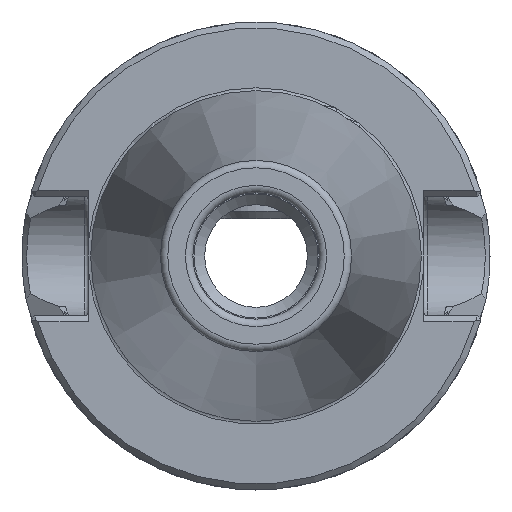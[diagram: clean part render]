
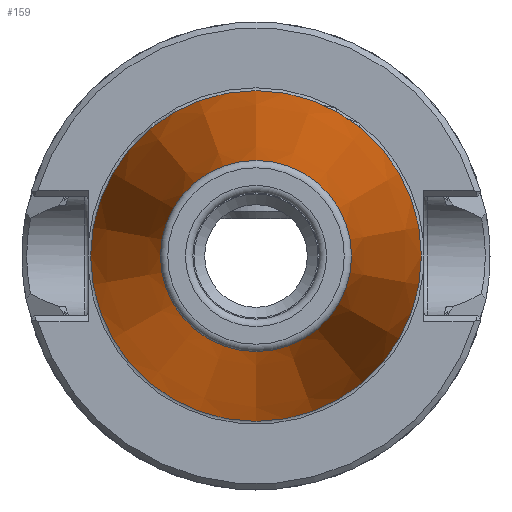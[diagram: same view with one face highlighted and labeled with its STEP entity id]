
A CAD part, left-side view. The second image highlights one B-rep face of the part: STEP entity #159.
In plain terms, the highlighted conical face has half-angle 8.297 degrees and reference radius 12.871 mm.
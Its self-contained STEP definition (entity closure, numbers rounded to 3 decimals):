
#159 = ADVANCED_FACE( '', ( #409, #410 ), #411, .T. );
#409 = FACE_OUTER_BOUND( '', #768, .T. );
#410 = FACE_BOUND( '', #769, .T. );
#411 = CONICAL_SURFACE( '', #770, 12.871, 0.145 );
#768 = EDGE_LOOP( '', ( #1195 ) );
#769 = EDGE_LOOP( '', ( #1196 ) );
#770 = AXIS2_PLACEMENT_3D( '', #1197, #1198, #1199 );
#1195 = ORIENTED_EDGE( '', *, *, #1980, .T. );
#1196 = ORIENTED_EDGE( '', *, *, #2011, .F. );
#1197 = CARTESIAN_POINT( '', ( -64.544, 0., 0. ) );
#1198 = DIRECTION( '', ( 1., 0., 0. ) );
#1199 = DIRECTION( '', ( 0., 0., -1. ) );
#1980 = EDGE_CURVE( '', #2333, #2333, #2334, .T. );
#2011 = EDGE_CURVE( '', #2388, #2388, #2389, .T. );
#2333 = VERTEX_POINT( '', #2910 );
#2334 = CIRCLE( '', #2911, 22.268 );
#2388 = VERTEX_POINT( '', #2996 );
#2389 = CIRCLE( '', #2997, 12.871 );
#2910 = CARTESIAN_POINT( '', ( -0.106, 0., 22.268 ) );
#2911 = AXIS2_PLACEMENT_3D( '', #3881, #3882, #3883 );
#2996 = CARTESIAN_POINT( '', ( -64.544, 0., 12.871 ) );
#2997 = AXIS2_PLACEMENT_3D( '', #3922, #3923, #3924 );
#3881 = CARTESIAN_POINT( '', ( -0.106, 0., 0. ) );
#3882 = DIRECTION( '', ( -1., 0., 0. ) );
#3883 = DIRECTION( '', ( 0., 0., 1. ) );
#3922 = CARTESIAN_POINT( '', ( -64.544, 0., 0. ) );
#3923 = DIRECTION( '', ( -1., 0., 0. ) );
#3924 = DIRECTION( '', ( 0., 0., 1. ) );
